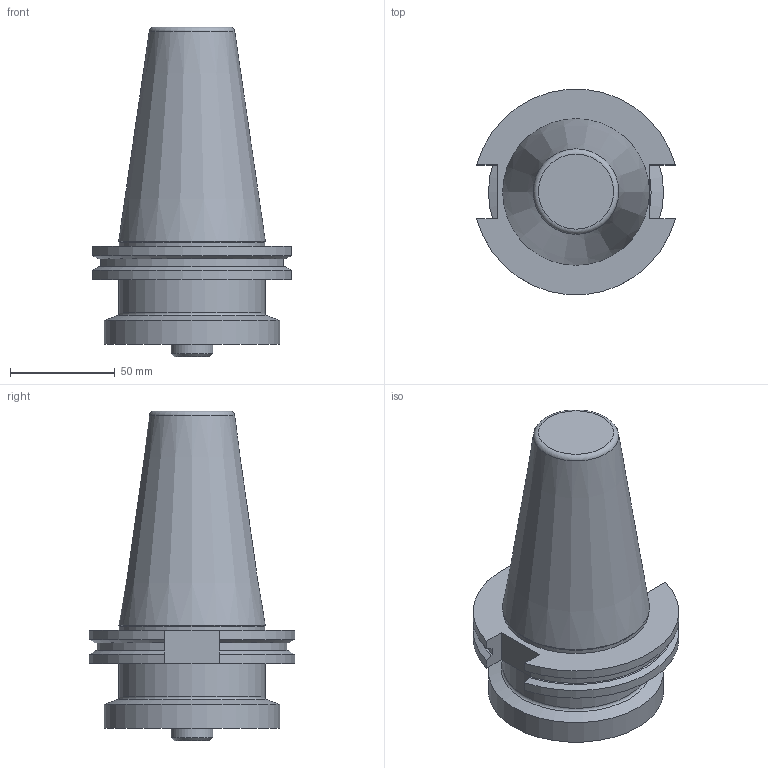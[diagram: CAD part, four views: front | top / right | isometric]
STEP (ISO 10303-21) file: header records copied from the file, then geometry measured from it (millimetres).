
FILE_DESCRIPTION(/* description */ (''),/* implementation_level */ '2;1');
FILE_NAME(/* name */ '1547706828505.stp',/* time_stamp */ '2019-01-17T07:34:02+01:00',/* author */ (''),/* organization */ ('SMS'),/* preprocessor_version */ 'ST-DEVELOPER v15',/* originating_system */ 'SIEMENS PLM Software NX 8.5',/* authorisation */ '');
FILE_SCHEMA (('AUTOMOTIVE_DESIGN { 1 0 10303 214 3 1 1 1 }'));
Length unit declared in the file: millimetre
Products named in the file (1): 202078509mod000_00
Bounding box: 94.96 x 98.03 x 157.6 mm (x, y, z)
Volume: 507106.2 mm3; surface area: 46891.6 mm2
Topology: 1 solids, 1 shells, 35 faces, 84 edges, 57 vertices
Faces by surface type: plane 15, cylinder 10, cone 8, torus 2
Full cylindrical faces by diameter (mm): 20 x1, 69.4 x1, 69.85 x1, 83.727 x1
Entity records: 1037 total; most frequent: CARTESIAN_POINT 192, DIRECTION 172, ORIENTED_EDGE 146, EDGE_CURVE 73, AXIS2_PLACEMENT_3D 68, VERTEX_POINT 53, EDGE_LOOP 48, LINE 36
